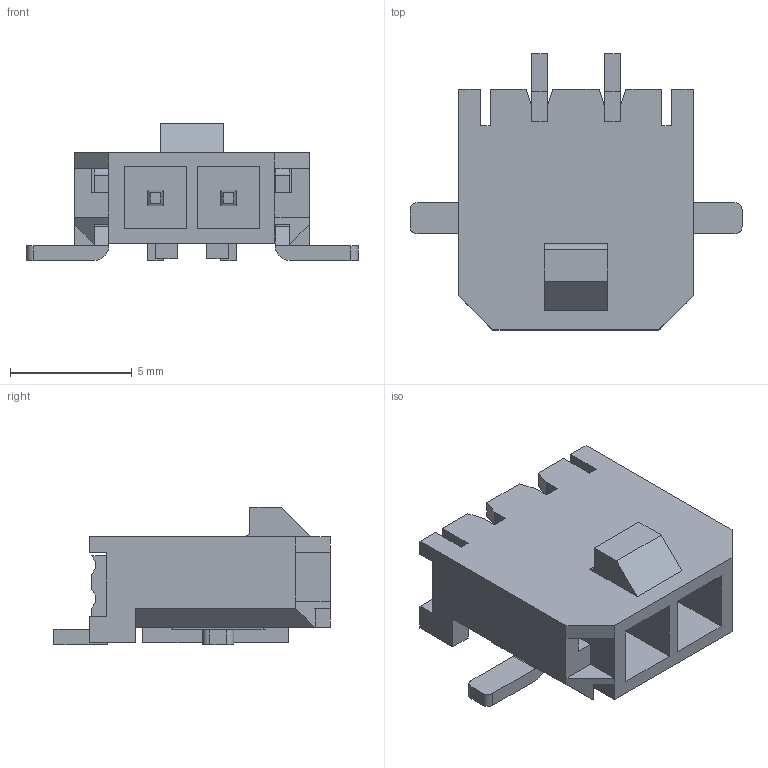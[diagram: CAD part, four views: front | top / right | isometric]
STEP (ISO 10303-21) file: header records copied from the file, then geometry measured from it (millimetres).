
FILE_DESCRIPTION( ( 'Unknown' ), '1' );
FILE_NAME( '662102145021.stp', 'Unknown', ( 'Unknown' ), ( 'Unknown' ), 'PSStep 15.0.49', 'Unknown', ' ' );
FILE_SCHEMA( ( 'AUTOMOTIVE_DESIGN { 1 0 10303 214 1 1 1 1 }' ) );
Length unit declared in the file: millimetre
Products named in the file (4): Assem1; 662102145021; 6621xx145021_PIN; 6621xx145021_MASSE
Assembly tree (5 placements, depth 2):
  Assem1
    662102145021
    6621xx145021_PIN  x2
    6621xx145021_MASSE  x2
Bounding box: 13.65 x 11.35 x 5.64 mm (x, y, z)
Volume: 252.8 mm3; surface area: 734.6 mm2
Topology: 5 solids, 5 shells, 222 faces, 617 edges, 400 vertices
Faces by surface type: plane 207, cylinder 15
Full cylindrical faces by diameter (mm): 0.8 x2
Entity records: 7088 total; most frequent: CARTESIAN_POINT 1004, ORIENTED_EDGE 996, DIRECTION 878, EDGE_CURVE 498, LINE 482, VECTOR 482, VERTEX_POINT 324, AXIS2_PLACEMENT_3D 198
